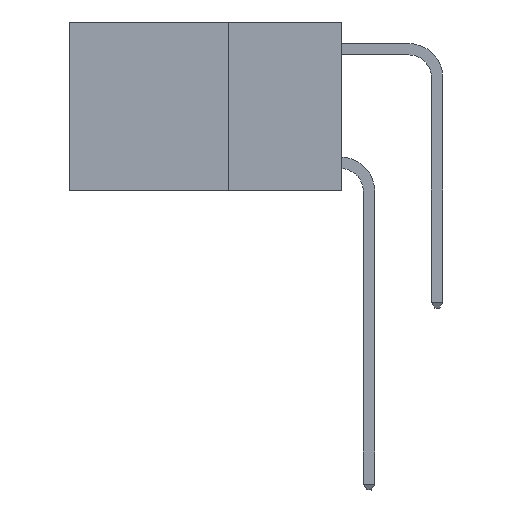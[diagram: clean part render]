
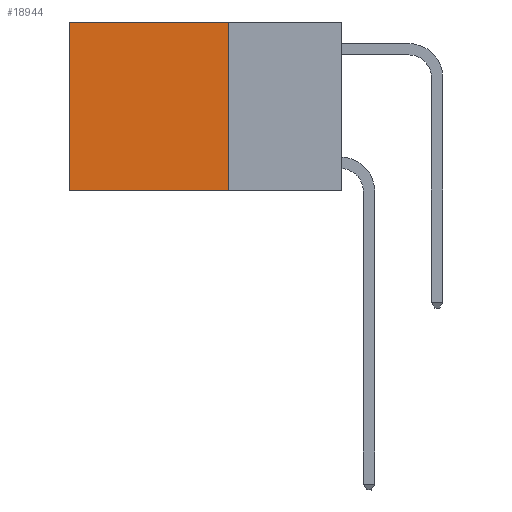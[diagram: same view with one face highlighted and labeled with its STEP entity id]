
A CAD part, left-side view. The second image highlights one B-rep face of the part: STEP entity #18944.
In plain terms, the highlighted planar face has unit normal (-1, 0, 0).
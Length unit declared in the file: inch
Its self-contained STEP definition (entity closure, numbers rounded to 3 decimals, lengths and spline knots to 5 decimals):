
#1911 = LINE ( 'NONE', #4831, #23115 ) ;
#2155 = DIRECTION ( 'NONE',  ( 0., 0., -1. ) ) ;
#2216 = CARTESIAN_POINT ( 'NONE',  ( 0.2625, 0.25, 0. ) ) ;
#3166 = VERTEX_POINT ( 'NONE', #17017 ) ;
#4831 = CARTESIAN_POINT ( 'NONE',  ( 0.2625, 0.6, 0. ) ) ;
#6442 = DIRECTION ( 'NONE',  ( 0., 0., -1. ) ) ;
#7123 = DIRECTION ( 'NONE',  ( 0., 0., -1. ) ) ;
#8909 = CARTESIAN_POINT ( 'NONE',  ( 0.2625, 0.25, -0.37 ) ) ;
#9801 = EDGE_CURVE ( 'NONE', #13283, #3166, #27601, .T. ) ;
#10723 = ORIENTED_EDGE ( 'NONE', *, *, #16421, .F. ) ;
#11552 = VECTOR ( 'NONE', #25584, 39.37008 ) ;
#13283 = VERTEX_POINT ( 'NONE', #8909 ) ;
#14116 = VECTOR ( 'NONE', #25876, 39.37008 ) ;
#14138 = ORIENTED_EDGE ( 'NONE', *, *, #9801, .F. ) ;
#14791 = CARTESIAN_POINT ( 'NONE',  ( 0.2625, 0.25, -0.37 ) ) ;
#15150 = CARTESIAN_POINT ( 'NONE',  ( 0.2625, 0.25, 0. ) ) ;
#16421 = EDGE_CURVE ( 'NONE', #28632, #13283, #25233, .T. ) ;
#17017 = CARTESIAN_POINT ( 'NONE',  ( 0.2625, 0.6, -0.37 ) ) ;
#17254 = CARTESIAN_POINT ( 'NONE',  ( 0.2625, 0.6, 0. ) ) ;
#18145 = VECTOR ( 'NONE', #2155, 39.37008 ) ;
#18339 = CARTESIAN_POINT ( 'NONE',  ( 0.2625, 0.25, 0. ) ) ;
#18570 = AXIS2_PLACEMENT_3D ( 'NONE', #15150, #28959, #6442 ) ;
#18944 = ADVANCED_FACE ( 'NONE', ( #23460 ), #28570, .F. ) ;
#23115 = VECTOR ( 'NONE', #7123, 39.37008 ) ;
#23264 = EDGE_CURVE ( 'NONE', #28632, #27863, #28511, .T. ) ;
#23460 = FACE_OUTER_BOUND ( 'NONE', #26610, .T. ) ;
#23509 = ORIENTED_EDGE ( 'NONE', *, *, #25503, .T. ) ;
#25233 = LINE ( 'NONE', #18339, #18145 ) ;
#25503 = EDGE_CURVE ( 'NONE', #27863, #3166, #1911, .T. ) ;
#25584 = DIRECTION ( 'NONE',  ( 0., 1., 0. ) ) ;
#25876 = DIRECTION ( 'NONE',  ( 0., 1., 0. ) ) ;
#26610 = EDGE_LOOP ( 'NONE', ( #23509, #14138, #10723, #28643 ) ) ;
#27601 = LINE ( 'NONE', #14791, #14116 ) ;
#27863 = VERTEX_POINT ( 'NONE', #17254 ) ;
#28050 = CARTESIAN_POINT ( 'NONE',  ( 0.2625, 0.25, 0. ) ) ;
#28511 = LINE ( 'NONE', #28050, #11552 ) ;
#28570 = PLANE ( 'NONE',  #18570 ) ;
#28632 = VERTEX_POINT ( 'NONE', #2216 ) ;
#28643 = ORIENTED_EDGE ( 'NONE', *, *, #23264, .T. ) ;
#28959 = DIRECTION ( 'NONE',  ( 1., 0., 0. ) ) ;
